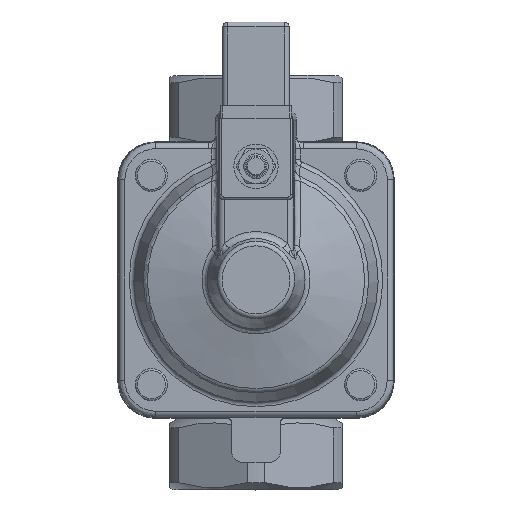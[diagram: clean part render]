
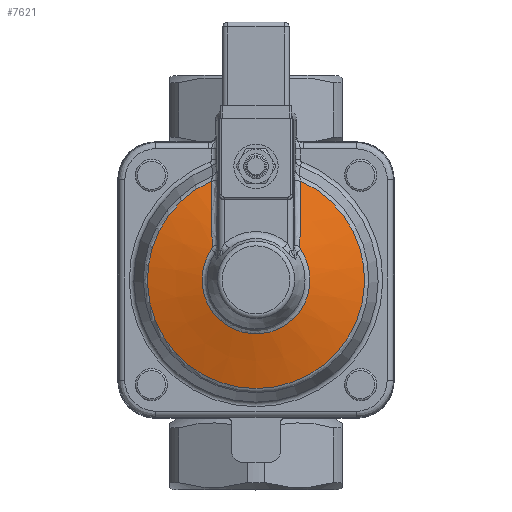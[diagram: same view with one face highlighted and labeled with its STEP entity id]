
A CAD part, top view. The second image highlights one B-rep face of the part: STEP entity #7621.
In plain terms, the highlighted conical face has half-angle 74.272 degrees and reference radius 32.84 mm.
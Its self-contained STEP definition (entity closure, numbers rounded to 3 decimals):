
#118=B_SPLINE_CURVE_WITH_KNOTS('',3,(#12403,#12404,#12405,#12406,#12407),
 .UNSPECIFIED.,.F.,.F.,(4,1,4),(-2.73,-1.17,0.),
 .UNSPECIFIED.);
#119=B_SPLINE_CURVE_WITH_KNOTS('',3,(#12430,#12431,#12432,#12433),
 .UNSPECIFIED.,.F.,.F.,(4,4),(-0.161,0.),.UNSPECIFIED.);
#121=B_SPLINE_CURVE_WITH_KNOTS('',3,(#12464,#12465,#12466,#12467),
 .UNSPECIFIED.,.F.,.F.,(4,4),(-0.161,0.),.UNSPECIFIED.);
#123=B_SPLINE_CURVE_WITH_KNOTS('',3,(#12499,#12500,#12501,#12502,#12503),
 .UNSPECIFIED.,.F.,.F.,(4,1,4),(-2.73,-1.56,0.),
 .UNSPECIFIED.);
#1301=CONICAL_SURFACE('',#8249,32.84,74.272);
#2216=FACE_OUTER_BOUND('',#2730,.T.);
#2730=EDGE_LOOP('',(#6073,#6074,#6075,#6076,#6077,#6078));
#3126=CIRCLE('',#8230,21.892);
#3139=CIRCLE('',#8248,44.035);
#3664=VERTEX_POINT('',#12400);
#3665=VERTEX_POINT('',#12402);
#3666=VERTEX_POINT('',#12429);
#3667=VERTEX_POINT('',#12440);
#3668=VERTEX_POINT('',#12463);
#3669=VERTEX_POINT('',#12498);
#4495=EDGE_CURVE('',#3664,#3665,#118,.T.);
#4497=EDGE_CURVE('',#3665,#3666,#119,.T.);
#4501=EDGE_CURVE('',#3666,#3667,#3126,.T.);
#4502=EDGE_CURVE('',#3667,#3668,#121,.T.);
#4505=EDGE_CURVE('',#3668,#3669,#123,.T.);
#4527=EDGE_CURVE('',#3669,#3664,#3139,.T.);
#6073=ORIENTED_EDGE('',*,*,#4495,.F.);
#6074=ORIENTED_EDGE('',*,*,#4527,.F.);
#6075=ORIENTED_EDGE('',*,*,#4505,.F.);
#6076=ORIENTED_EDGE('',*,*,#4502,.F.);
#6077=ORIENTED_EDGE('',*,*,#4501,.F.);
#6078=ORIENTED_EDGE('',*,*,#4497,.F.);
#7621=ADVANCED_FACE('',(#2216),#1301,.T.);
#8230=AXIS2_PLACEMENT_3D('',#12442,#9611,#9612);
#8248=AXIS2_PLACEMENT_3D('',#12996,#9647,#9648);
#8249=AXIS2_PLACEMENT_3D('',#12997,#9649,#9650);
#9611=DIRECTION('center_axis',(0.,0.,
1.));
#9612=DIRECTION('ref_axis',(0.,-1.,0.));
#9647=DIRECTION('center_axis',(0.,0.,
-1.));
#9648=DIRECTION('ref_axis',(0.,-1.,0.));
#9649=DIRECTION('center_axis',(0.,0.,
-1.));
#9650=DIRECTION('ref_axis',(0.,-1.,0.));
#12400=CARTESIAN_POINT('',(-18.237,41.081,67.697));
#12402=CARTESIAN_POINT('',(-17.771,14.71,73.777));
#12403=CARTESIAN_POINT('Ctrl Pts',(-18.237,41.081,67.697));
#12404=CARTESIAN_POINT('Ctrl Pts',(-18.169,36.06,68.992));
#12405=CARTESIAN_POINT('Ctrl Pts',(-18.037,27.259,71.205));
#12406=CARTESIAN_POINT('Ctrl Pts',(-17.853,18.469,73.113));
#12407=CARTESIAN_POINT('Ctrl Pts',(-17.771,14.71,73.777));
#12429=CARTESIAN_POINT('',(-18.16,13.226,73.933));
#12430=CARTESIAN_POINT('Ctrl Pts',(-17.771,14.71,73.777));
#12431=CARTESIAN_POINT('Ctrl Pts',(-17.76,14.193,73.869));
#12432=CARTESIAN_POINT('Ctrl Pts',(-17.871,13.655,73.933));
#12433=CARTESIAN_POINT('Ctrl Pts',(-18.16,13.226,73.933));
#12440=CARTESIAN_POINT('',(18.16,13.226,73.933));
#12442=CARTESIAN_POINT('Origin',(0.,1.,
73.933));
#12463=CARTESIAN_POINT('',(17.771,14.71,73.777));
#12464=CARTESIAN_POINT('Ctrl Pts',(18.16,13.226,73.933));
#12465=CARTESIAN_POINT('Ctrl Pts',(17.871,13.655,73.933));
#12466=CARTESIAN_POINT('Ctrl Pts',(17.76,14.193,73.869));
#12467=CARTESIAN_POINT('Ctrl Pts',(17.771,14.71,73.777));
#12498=CARTESIAN_POINT('',(18.237,41.081,67.697));
#12499=CARTESIAN_POINT('Ctrl Pts',(17.771,14.71,73.777));
#12500=CARTESIAN_POINT('Ctrl Pts',(17.853,18.469,73.113));
#12501=CARTESIAN_POINT('Ctrl Pts',(18.037,27.259,71.205));
#12502=CARTESIAN_POINT('Ctrl Pts',(18.169,36.06,68.992));
#12503=CARTESIAN_POINT('Ctrl Pts',(18.237,41.081,67.697));
#12996=CARTESIAN_POINT('Origin',(0.,1.,
67.697));
#12997=CARTESIAN_POINT('Origin',(0.,1.,
70.85));
